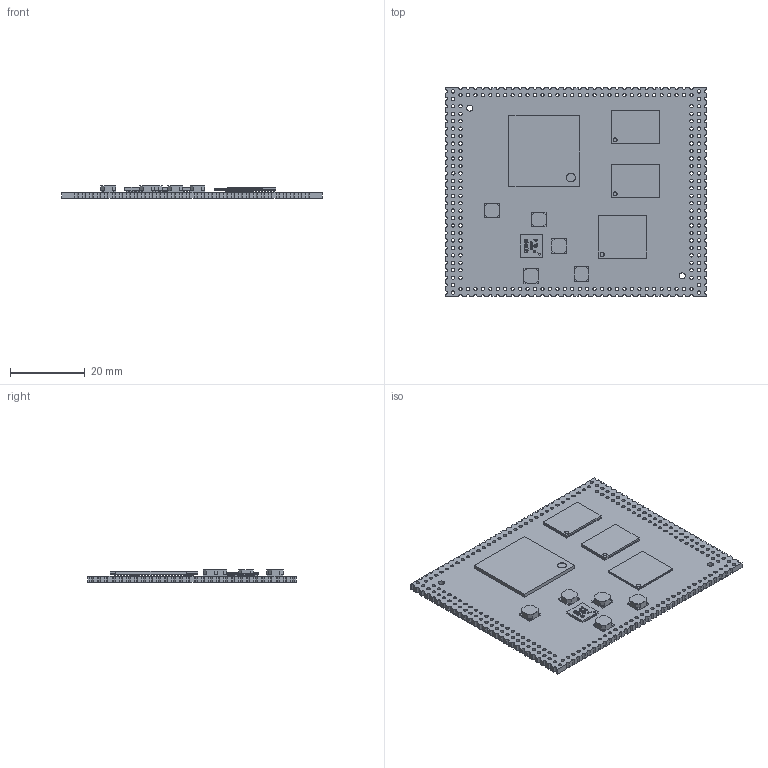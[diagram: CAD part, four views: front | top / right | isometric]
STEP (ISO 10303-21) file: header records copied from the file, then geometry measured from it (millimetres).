
FILE_DESCRIPTION(('KiCad electronic assembly'),'2;1');
FILE_NAME('Module_A20_V1.4.step','2022-10-27T03:13:32',('Pcbnew'),( 'Kicad'),'Open CASCADE STEP processor 7.6','KiCad to STEP converter' ,'Unknown');
FILE_SCHEMA(('AUTOMOTIVE_DESIGN { 1 0 10303 214 1 1 1 1 }'));
Length unit declared in the file: millimetre
Products named in the file (12): Module_A20_V1.4 1; IFSC-1515AH; COMPOUND; QFN48_6x6_pitch_04; SOLID; BGA96C80P9X16_900X1300X120; A20; 153BallWFBGA; Module_A20 PCB
Assembly tree (16 placements, depth 3):
  Module_A20_V1.4 1
    IFSC-1515AH  x5
      COMPOUND
    QFN48_6x6_pitch_04
      SOLID
    BGA96C80P9X16_900X1300X120  x2
      COMPOUND
    A20
      COMPOUND
    153BallWFBGA
      COMPOUND
    Module_A20 PCB
Bounding box: 70 x 56 x 3.45 mm (x, y, z)
Volume: 6850.7 mm3; surface area: 12211.8 mm2
Topology: 815 solids, 815 shells, 2463 faces, 7052 edges, 3984 vertices
Faces by surface type: bspline 2019, cylinder 318, plane 126
Full cylindrical faces by diameter (mm): 0.9 x168, 1.6 x2
Entity records: 122603 total; most frequent: CARTESIAN_POINT 59139, ORIENTED_EDGE 6750, PCURVE 6750, DEFINITIONAL_REPRESENTATION 6750, B_SPLINE_CURVE_WITH_KNOTS 5699, DIRECTION 5184, EDGE_CURVE 3375, SURFACE_CURVE 3204
